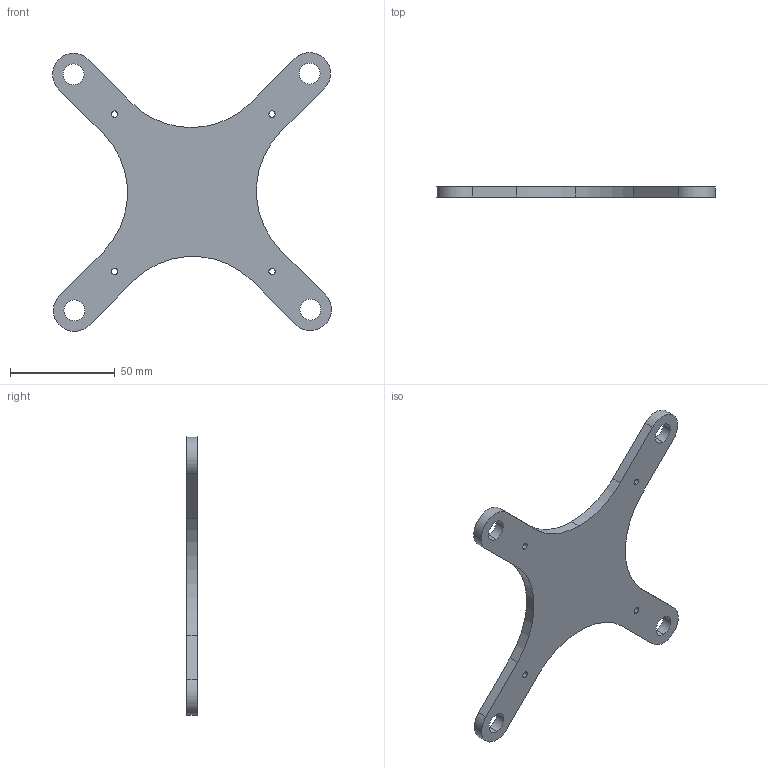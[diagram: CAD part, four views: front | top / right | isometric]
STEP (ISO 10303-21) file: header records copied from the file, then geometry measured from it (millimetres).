
FILE_DESCRIPTION (( 'STEP AP203' ), '1' );
FILE_NAME ('gimbal damber holder.STEP', '2019-06-03T11:38:04', ( '' ), ( '' ), 'SwSTEP 2.0', 'SolidWorks 2018', '' );
FILE_SCHEMA (( 'CONFIG_CONTROL_DESIGN' ));
Length unit declared in the file: millimetre
Products named in the file (1): gimbal damber holder
Bounding box: 132.78 x 5 x 132.79 mm (x, y, z)
Volume: 38084.9 mm3; surface area: 19115.9 mm2
Topology: 1 solids, 1 shells, 37 faces, 105 edges, 70 vertices
Faces by surface type: cylinder 27, plane 10
Entity records: 1342 total; most frequent: DIRECTION 235, CARTESIAN_POINT 213, ORIENTED_EDGE 210, EDGE_CURVE 105, AXIS2_PLACEMENT_3D 92, VERTEX_POINT 70, CIRCLE 54, EDGE_LOOP 53
